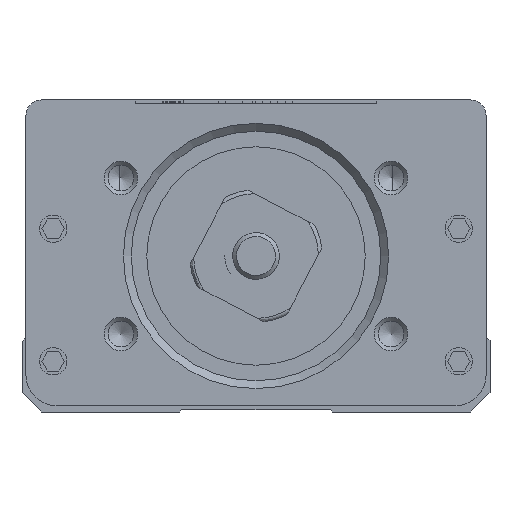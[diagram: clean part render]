
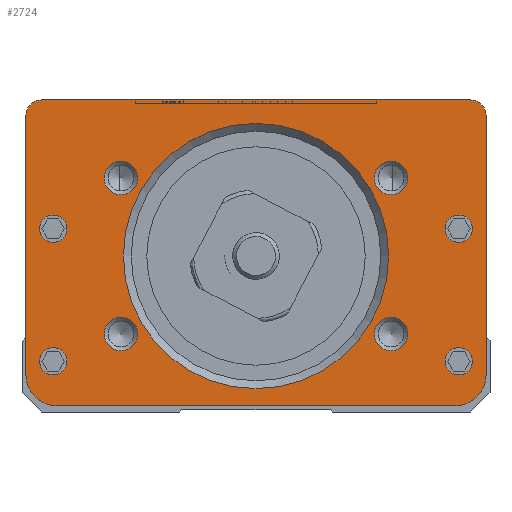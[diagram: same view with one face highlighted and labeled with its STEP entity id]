
A CAD part, front view. The second image highlights one B-rep face of the part: STEP entity #2724.
In plain terms, the highlighted face is planar.
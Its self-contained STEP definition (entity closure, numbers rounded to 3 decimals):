
#757=FACE_BOUND('',#5794,.T.);
#758=FACE_BOUND('',#5795,.T.);
#759=FACE_BOUND('',#5796,.T.);
#760=FACE_BOUND('',#5797,.T.);
#761=FACE_BOUND('',#5798,.T.);
#762=FACE_BOUND('',#5799,.T.);
#763=FACE_BOUND('',#5800,.T.);
#764=FACE_BOUND('',#5801,.T.);
#765=FACE_BOUND('',#5802,.T.);
#766=FACE_BOUND('',#5803,.T.);
#1789=CIRCLE('',#22303,4.);
#1791=CIRCLE('',#22307,4.);
#1802=CIRCLE('',#22331,2.);
#1803=CIRCLE('',#22333,2.);
#1805=CIRCLE('',#22337,2.15);
#1806=CIRCLE('',#22338,2.15);
#1807=CIRCLE('',#22339,2.15);
#1808=CIRCLE('',#22340,2.15);
#1809=CIRCLE('',#22341,17.);
#1810=CIRCLE('',#22342,1.75);
#1811=CIRCLE('',#22343,1.75);
#1812=CIRCLE('',#22344,1.75);
#1813=CIRCLE('',#22345,1.75);
#2724=ADVANCED_FACE('',(#757,#758,#759,#760,#761,#762,#763,#764,#765,#766),
#3819,.F.);
#3819=PLANE('',#22346);
#5794=EDGE_LOOP('',(#8857));
#5795=EDGE_LOOP('',(#8858));
#5796=EDGE_LOOP('',(#8859));
#5797=EDGE_LOOP('',(#8860));
#5798=EDGE_LOOP('',(#8861));
#5799=EDGE_LOOP('',(#8862));
#5800=EDGE_LOOP('',(#8863));
#5801=EDGE_LOOP('',(#8864));
#5802=EDGE_LOOP('',(#8865));
#5803=EDGE_LOOP('',(#8866,#8867,#8868,#8869,#8870,#8871,#8872,#8873));
#8857=ORIENTED_EDGE('',*,*,#15895,.T.);
#8858=ORIENTED_EDGE('',*,*,#15896,.T.);
#8859=ORIENTED_EDGE('',*,*,#15897,.T.);
#8860=ORIENTED_EDGE('',*,*,#15898,.T.);
#8861=ORIENTED_EDGE('',*,*,#15899,.T.);
#8862=ORIENTED_EDGE('',*,*,#15900,.T.);
#8863=ORIENTED_EDGE('',*,*,#15901,.T.);
#8864=ORIENTED_EDGE('',*,*,#15902,.T.);
#8865=ORIENTED_EDGE('',*,*,#15903,.T.);
#8866=ORIENTED_EDGE('',*,*,#15878,.F.);
#8867=ORIENTED_EDGE('',*,*,#15832,.F.);
#8868=ORIENTED_EDGE('',*,*,#15853,.F.);
#8869=ORIENTED_EDGE('',*,*,#15893,.F.);
#8870=ORIENTED_EDGE('',*,*,#15788,.F.);
#8871=ORIENTED_EDGE('',*,*,#15892,.F.);
#8872=ORIENTED_EDGE('',*,*,#15851,.F.);
#8873=ORIENTED_EDGE('',*,*,#15840,.F.);
#13500=VERTEX_POINT('',#32221);
#13501=VERTEX_POINT('',#32223);
#13541=VERTEX_POINT('',#32309);
#13542=VERTEX_POINT('',#32311);
#13549=VERTEX_POINT('',#32327);
#13550=VERTEX_POINT('',#32329);
#13555=VERTEX_POINT('',#32342);
#13559=VERTEX_POINT('',#32353);
#13584=VERTEX_POINT('',#32434);
#13585=VERTEX_POINT('',#32436);
#13586=VERTEX_POINT('',#32438);
#13587=VERTEX_POINT('',#32440);
#13588=VERTEX_POINT('',#32442);
#13589=VERTEX_POINT('',#32444);
#13590=VERTEX_POINT('',#32446);
#13591=VERTEX_POINT('',#32448);
#13592=VERTEX_POINT('',#32450);
#15788=EDGE_CURVE('',#13500,#13501,#18371,.T.);
#15832=EDGE_CURVE('',#13541,#13542,#1789,.T.);
#15840=EDGE_CURVE('',#13549,#13550,#1791,.T.);
#15851=EDGE_CURVE('',#13550,#13555,#18417,.T.);
#15853=EDGE_CURVE('',#13559,#13541,#18419,.T.);
#15878=EDGE_CURVE('',#13542,#13549,#18439,.T.);
#15892=EDGE_CURVE('',#13555,#13500,#1802,.T.);
#15893=EDGE_CURVE('',#13501,#13559,#1803,.T.);
#15895=EDGE_CURVE('',#13584,#13584,#1805,.T.);
#15896=EDGE_CURVE('',#13585,#13585,#1806,.T.);
#15897=EDGE_CURVE('',#13586,#13586,#1807,.T.);
#15898=EDGE_CURVE('',#13587,#13587,#1808,.T.);
#15899=EDGE_CURVE('',#13588,#13588,#1809,.T.);
#15900=EDGE_CURVE('',#13589,#13589,#1810,.T.);
#15901=EDGE_CURVE('',#13590,#13590,#1811,.T.);
#15902=EDGE_CURVE('',#13591,#13591,#1812,.T.);
#15903=EDGE_CURVE('',#13592,#13592,#1813,.T.);
#18371=LINE('',#32222,#20298);
#18417=LINE('',#32350,#20344);
#18419=LINE('',#32354,#20346);
#18439=LINE('',#32404,#20366);
#20298=VECTOR('',#25679,1.);
#20344=VECTOR('',#25773,1.);
#20346=VECTOR('',#25777,1.);
#20366=VECTOR('',#25823,1.);
#22303=AXIS2_PLACEMENT_3D('',#32310,#25743,#25744);
#22307=AXIS2_PLACEMENT_3D('',#32328,#25757,#25758);
#22331=AXIS2_PLACEMENT_3D('',#32427,#25846,#25847);
#22333=AXIS2_PLACEMENT_3D('',#32429,#25850,#25851);
#22337=AXIS2_PLACEMENT_3D('',#32433,#25858,#25859);
#22338=AXIS2_PLACEMENT_3D('',#32435,#25860,#25861);
#22339=AXIS2_PLACEMENT_3D('',#32437,#25862,#25863);
#22340=AXIS2_PLACEMENT_3D('',#32439,#25864,#25865);
#22341=AXIS2_PLACEMENT_3D('',#32441,#25866,#25867);
#22342=AXIS2_PLACEMENT_3D('',#32443,#25868,#25869);
#22343=AXIS2_PLACEMENT_3D('',#32445,#25870,#25871);
#22344=AXIS2_PLACEMENT_3D('',#32447,#25872,#25873);
#22345=AXIS2_PLACEMENT_3D('',#32449,#25874,#25875);
#22346=AXIS2_PLACEMENT_3D('',#32451,#25876,#25877);
#25679=DIRECTION('',(1.,0.,0.));
#25743=DIRECTION('',(0.,1.,0.));
#25744=DIRECTION('',(1.,0.,0.));
#25757=DIRECTION('',(0.,1.,0.));
#25758=DIRECTION('',(1.,0.,0.));
#25773=DIRECTION('',(0.,0.,1.));
#25777=DIRECTION('',(0.,0.,-1.));
#25823=DIRECTION('',(-1.,0.,0.));
#25846=DIRECTION('',(0.,1.,0.));
#25847=DIRECTION('',(0.,0.,1.));
#25850=DIRECTION('',(0.,1.,0.));
#25851=DIRECTION('',(0.,0.,1.));
#25858=DIRECTION('',(0.,1.,0.));
#25859=DIRECTION('',(0.,0.,1.));
#25860=DIRECTION('',(0.,1.,0.));
#25861=DIRECTION('',(0.,0.,1.));
#25862=DIRECTION('',(0.,1.,0.));
#25863=DIRECTION('',(0.,0.,1.));
#25864=DIRECTION('',(0.,1.,0.));
#25865=DIRECTION('',(0.,0.,1.));
#25866=DIRECTION('',(0.,1.,0.));
#25867=DIRECTION('',(0.,0.,1.));
#25868=DIRECTION('',(0.,1.,0.));
#25869=DIRECTION('',(0.,0.,1.));
#25870=DIRECTION('',(0.,1.,0.));
#25871=DIRECTION('',(0.,0.,1.));
#25872=DIRECTION('',(0.,1.,0.));
#25873=DIRECTION('',(0.,0.,1.));
#25874=DIRECTION('',(0.,1.,0.));
#25875=DIRECTION('',(0.,0.,1.));
#25876=DIRECTION('',(0.,1.,0.));
#25877=DIRECTION('',(0.,0.,-1.));
#32221=CARTESIAN_POINT('',(-27.5,-130.762,38.));
#32222=CARTESIAN_POINT('',(-25.5,-130.762,38.));
#32223=CARTESIAN_POINT('',(27.5,-130.762,38.));
#32309=CARTESIAN_POINT('',(29.5,-130.762,2.8));
#32310=CARTESIAN_POINT('',(25.5,-130.762,2.8));
#32311=CARTESIAN_POINT('',(25.5,-130.762,-1.2));
#32327=CARTESIAN_POINT('',(-25.5,-130.762,-1.2));
#32328=CARTESIAN_POINT('',(-25.5,-130.762,2.8));
#32329=CARTESIAN_POINT('',(-29.5,-130.762,2.8));
#32342=CARTESIAN_POINT('',(-29.5,-130.762,36.));
#32350=CARTESIAN_POINT('',(-29.5,-130.762,2.8));
#32353=CARTESIAN_POINT('',(29.5,-130.762,36.));
#32354=CARTESIAN_POINT('',(29.5,-130.762,39.));
#32404=CARTESIAN_POINT('',(25.5,-130.762,-1.2));
#32427=CARTESIAN_POINT('',(-27.5,-130.762,36.));
#32429=CARTESIAN_POINT('',(27.5,-130.762,36.));
#32433=CARTESIAN_POINT('',(-17.321,-130.762,28.));
#32434=CARTESIAN_POINT('',(-17.321,-130.762,30.15));
#32435=CARTESIAN_POINT('',(17.321,-130.762,8.));
#32436=CARTESIAN_POINT('',(17.321,-130.762,10.15));
#32437=CARTESIAN_POINT('',(17.321,-130.762,28.));
#32438=CARTESIAN_POINT('',(17.321,-130.762,30.15));
#32439=CARTESIAN_POINT('',(-17.321,-130.762,8.));
#32440=CARTESIAN_POINT('',(-17.321,-130.762,10.15));
#32441=CARTESIAN_POINT('',(0.,-130.762,18.));
#32442=CARTESIAN_POINT('',(0.,-130.762,35.));
#32443=CARTESIAN_POINT('',(-26.,-130.762,21.5));
#32444=CARTESIAN_POINT('',(-26.,-130.762,23.25));
#32445=CARTESIAN_POINT('',(-26.,-130.762,4.5));
#32446=CARTESIAN_POINT('',(-26.,-130.762,6.25));
#32447=CARTESIAN_POINT('',(26.,-130.762,4.5));
#32448=CARTESIAN_POINT('',(26.,-130.762,6.25));
#32449=CARTESIAN_POINT('',(26.,-130.762,21.5));
#32450=CARTESIAN_POINT('',(26.,-130.762,23.25));
#32451=CARTESIAN_POINT('',(-25.5,-130.762,2.8));
